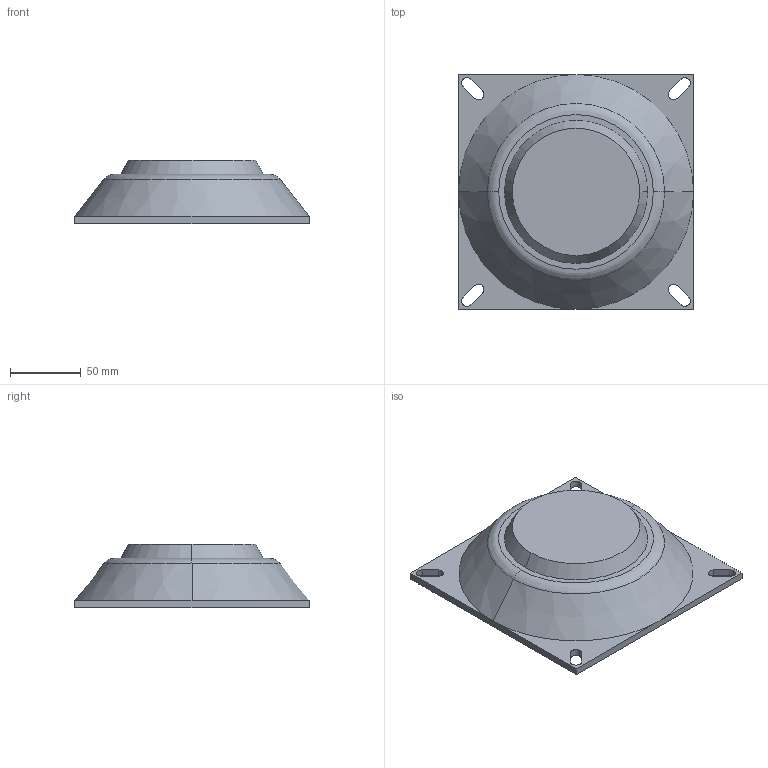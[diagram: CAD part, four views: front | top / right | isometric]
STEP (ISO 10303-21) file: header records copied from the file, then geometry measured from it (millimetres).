
FILE_DESCRIPTION (( 'STEP AP214' ), '1' );
FILE_NAME ('speakerMount.STEP', '2024-09-26T16:33:16', ( '' ), ( '' ), 'SwSTEP 2.0', 'SolidWorks 2024', '' );
FILE_SCHEMA (( 'AUTOMOTIVE_DESIGN' ));
Length unit declared in the file: millimetre
Products named in the file (1): speakerMount
Bounding box: 165.89 x 165.89 x 45 mm (x, y, z)
Volume: 687893.5 mm3; surface area: 66274.6 mm2
Topology: 1 solids, 1 shells, 37 faces, 94 edges, 60 vertices
Faces by surface type: plane 19, cylinder 12, cone 4, torus 2
Entity records: 1161 total; most frequent: DIRECTION 208, CARTESIAN_POINT 192, ORIENTED_EDGE 188, EDGE_CURVE 94, AXIS2_PLACEMENT_3D 76, VERTEX_POINT 60, VECTOR 56, LINE 56
